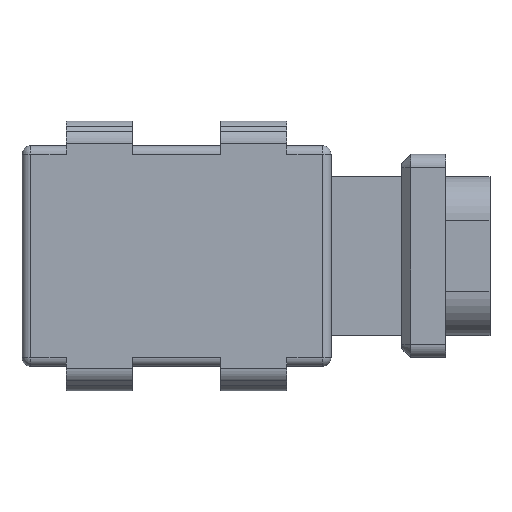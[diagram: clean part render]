
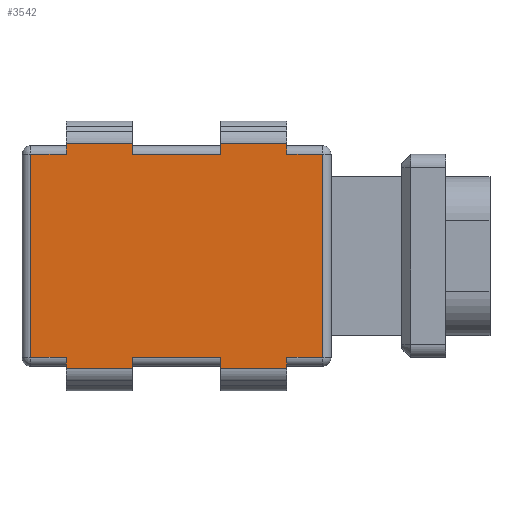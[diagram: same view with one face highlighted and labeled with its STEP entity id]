
A CAD part, top view. The second image highlights one B-rep face of the part: STEP entity #3542.
In plain terms, the highlighted planar face has unit normal (0, 0, 1).
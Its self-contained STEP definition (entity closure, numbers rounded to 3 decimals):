
#239=FACE_OUTER_BOUND('',#452,.T.);
#452=EDGE_LOOP('',(#2482,#2483,#2484,#2485,#2486,#2487,#2488,#2489,#2490,
#2491,#2492,#2493,#2494,#2495,#2496,#2497,#2498,#2499,#2500,#2501));
#668=LINE('',#5159,#1079);
#681=LINE('',#5194,#1092);
#694=LINE('',#5229,#1105);
#707=LINE('',#5264,#1118);
#716=LINE('',#5286,#1127);
#722=LINE('',#5306,#1133);
#728=LINE('',#5326,#1139);
#734=LINE('',#5346,#1145);
#738=LINE('',#5358,#1149);
#744=LINE('',#5369,#1155);
#746=LINE('',#5372,#1157);
#747=LINE('',#5374,#1158);
#748=LINE('',#5376,#1159);
#749=LINE('',#5377,#1160);
#750=LINE('',#5378,#1161);
#751=LINE('',#5379,#1162);
#752=LINE('',#5380,#1163);
#753=LINE('',#5382,#1164);
#754=LINE('',#5384,#1165);
#755=LINE('',#5385,#1166);
#1079=VECTOR('',#4093,10.);
#1092=VECTOR('',#4120,10.);
#1105=VECTOR('',#4147,10.);
#1118=VECTOR('',#4174,10.);
#1127=VECTOR('',#4191,10.);
#1133=VECTOR('',#4207,10.);
#1139=VECTOR('',#4223,10.);
#1145=VECTOR('',#4239,10.);
#1149=VECTOR('',#4251,10.);
#1155=VECTOR('',#4267,10.);
#1157=VECTOR('',#4271,10.);
#1158=VECTOR('',#4272,10.);
#1159=VECTOR('',#4273,10.);
#1160=VECTOR('',#4274,10.);
#1161=VECTOR('',#4275,10.);
#1162=VECTOR('',#4276,10.);
#1163=VECTOR('',#4277,10.);
#1164=VECTOR('',#4278,10.);
#1165=VECTOR('',#4279,10.);
#1166=VECTOR('',#4280,10.);
#1492=VERTEX_POINT('',#5156);
#1493=VERTEX_POINT('',#5158);
#1507=VERTEX_POINT('',#5191);
#1508=VERTEX_POINT('',#5193);
#1522=VERTEX_POINT('',#5226);
#1523=VERTEX_POINT('',#5228);
#1537=VERTEX_POINT('',#5261);
#1538=VERTEX_POINT('',#5263);
#1546=VERTEX_POINT('',#5283);
#1547=VERTEX_POINT('',#5285);
#1555=VERTEX_POINT('',#5303);
#1556=VERTEX_POINT('',#5305);
#1564=VERTEX_POINT('',#5323);
#1565=VERTEX_POINT('',#5325);
#1573=VERTEX_POINT('',#5343);
#1574=VERTEX_POINT('',#5345);
#1579=VERTEX_POINT('',#5373);
#1580=VERTEX_POINT('',#5375);
#1581=VERTEX_POINT('',#5381);
#1582=VERTEX_POINT('',#5383);
#1818=EDGE_CURVE('',#1493,#1492,#668,.T.);
#1835=EDGE_CURVE('',#1508,#1507,#681,.T.);
#1852=EDGE_CURVE('',#1523,#1522,#694,.T.);
#1869=EDGE_CURVE('',#1538,#1537,#707,.T.);
#1880=EDGE_CURVE('',#1547,#1546,#716,.T.);
#1890=EDGE_CURVE('',#1556,#1555,#722,.T.);
#1900=EDGE_CURVE('',#1565,#1564,#728,.T.);
#1910=EDGE_CURVE('',#1574,#1573,#734,.T.);
#1917=EDGE_CURVE('',#1547,#1537,#738,.T.);
#1923=EDGE_CURVE('',#1556,#1522,#744,.T.);
#1925=EDGE_CURVE('',#1523,#1546,#746,.T.);
#1926=EDGE_CURVE('',#1579,#1555,#747,.T.);
#1927=EDGE_CURVE('',#1580,#1579,#748,.T.);
#1928=EDGE_CURVE('',#1493,#1580,#749,.T.);
#1929=EDGE_CURVE('',#1574,#1492,#750,.T.);
#1930=EDGE_CURVE('',#1508,#1573,#751,.T.);
#1931=EDGE_CURVE('',#1565,#1507,#752,.T.);
#1932=EDGE_CURVE('',#1581,#1564,#753,.T.);
#1933=EDGE_CURVE('',#1582,#1581,#754,.T.);
#1934=EDGE_CURVE('',#1538,#1582,#755,.T.);
#2482=ORIENTED_EDGE('',*,*,#1917,.F.);
#2483=ORIENTED_EDGE('',*,*,#1880,.T.);
#2484=ORIENTED_EDGE('',*,*,#1925,.F.);
#2485=ORIENTED_EDGE('',*,*,#1852,.T.);
#2486=ORIENTED_EDGE('',*,*,#1923,.F.);
#2487=ORIENTED_EDGE('',*,*,#1890,.T.);
#2488=ORIENTED_EDGE('',*,*,#1926,.F.);
#2489=ORIENTED_EDGE('',*,*,#1927,.F.);
#2490=ORIENTED_EDGE('',*,*,#1928,.F.);
#2491=ORIENTED_EDGE('',*,*,#1818,.T.);
#2492=ORIENTED_EDGE('',*,*,#1929,.F.);
#2493=ORIENTED_EDGE('',*,*,#1910,.T.);
#2494=ORIENTED_EDGE('',*,*,#1930,.F.);
#2495=ORIENTED_EDGE('',*,*,#1835,.T.);
#2496=ORIENTED_EDGE('',*,*,#1931,.F.);
#2497=ORIENTED_EDGE('',*,*,#1900,.T.);
#2498=ORIENTED_EDGE('',*,*,#1932,.F.);
#2499=ORIENTED_EDGE('',*,*,#1933,.F.);
#2500=ORIENTED_EDGE('',*,*,#1934,.F.);
#2501=ORIENTED_EDGE('',*,*,#1869,.T.);
#3392=PLANE('',#3804);
#3542=ADVANCED_FACE('',(#239),#3392,.T.);
#3804=AXIS2_PLACEMENT_3D('',#5371,#4269,#4270);
#4093=DIRECTION('',(0.,1.,0.));
#4120=DIRECTION('',(0.,1.,0.));
#4147=DIRECTION('',(0.,-1.,0.));
#4174=DIRECTION('',(0.,-1.,0.));
#4191=DIRECTION('',(0.,1.,0.));
#4207=DIRECTION('',(0.,1.,0.));
#4223=DIRECTION('',(0.,-1.,0.));
#4239=DIRECTION('',(0.,-1.,0.));
#4251=DIRECTION('',(-1.,0.,0.));
#4267=DIRECTION('',(-1.,0.,0.));
#4269=DIRECTION('center_axis',(0.,0.,1.));
#4270=DIRECTION('ref_axis',(1.,0.,0.));
#4271=DIRECTION('',(-1.,0.,0.));
#4272=DIRECTION('',(-1.,0.,0.));
#4273=DIRECTION('',(0.,-1.,0.));
#4274=DIRECTION('',(1.,0.,0.));
#4275=DIRECTION('',(1.,0.,0.));
#4276=DIRECTION('',(1.,0.,0.));
#4277=DIRECTION('',(1.,0.,0.));
#4278=DIRECTION('',(1.,0.,0.));
#4279=DIRECTION('',(0.,1.,0.));
#4280=DIRECTION('',(-1.,0.,0.));
#5156=CARTESIAN_POINT('',(12.5,12.731,10.));
#5158=CARTESIAN_POINT('',(12.5,11.5,10.));
#5159=CARTESIAN_POINT('',(12.5,7.63,10.));
#5191=CARTESIAN_POINT('',(-5.,12.731,10.));
#5193=CARTESIAN_POINT('',(-5.,11.5,10.));
#5194=CARTESIAN_POINT('',(-5.,7.63,10.));
#5226=CARTESIAN_POINT('',(5.,-12.731,10.));
#5228=CARTESIAN_POINT('',(5.,-11.5,10.));
#5229=CARTESIAN_POINT('',(5.,-7.63,10.));
#5261=CARTESIAN_POINT('',(-12.5,-12.731,10.));
#5263=CARTESIAN_POINT('',(-12.5,-11.5,10.));
#5264=CARTESIAN_POINT('',(-12.5,-7.63,10.));
#5283=CARTESIAN_POINT('',(-5.,-11.5,10.));
#5285=CARTESIAN_POINT('',(-5.,-12.731,10.));
#5286=CARTESIAN_POINT('',(-5.,-6.25,10.));
#5303=CARTESIAN_POINT('',(12.5,-11.5,10.));
#5305=CARTESIAN_POINT('',(12.5,-12.731,10.));
#5306=CARTESIAN_POINT('',(12.5,-6.25,10.));
#5323=CARTESIAN_POINT('',(-12.5,11.5,10.));
#5325=CARTESIAN_POINT('',(-12.5,12.731,10.));
#5326=CARTESIAN_POINT('',(-12.5,6.25,10.));
#5343=CARTESIAN_POINT('',(5.,11.5,10.));
#5345=CARTESIAN_POINT('',(5.,12.731,10.));
#5346=CARTESIAN_POINT('',(5.,6.25,10.));
#5358=CARTESIAN_POINT('',(8.75,-12.731,10.));
#5369=CARTESIAN_POINT('',(8.75,-12.731,10.));
#5371=CARTESIAN_POINT('Origin',(0.,0.,10.));
#5372=CARTESIAN_POINT('',(2.5,-11.5,10.));
#5373=CARTESIAN_POINT('',(16.5,-11.5,10.));
#5374=CARTESIAN_POINT('',(8.75,-11.5,10.));
#5375=CARTESIAN_POINT('',(16.5,11.5,10.));
#5376=CARTESIAN_POINT('',(16.5,-6.25,10.));
#5377=CARTESIAN_POINT('',(6.25,11.5,10.));
#5378=CARTESIAN_POINT('',(8.75,12.731,10.));
#5379=CARTESIAN_POINT('',(-2.5,11.5,10.));
#5380=CARTESIAN_POINT('',(8.75,12.731,10.));
#5381=CARTESIAN_POINT('',(-16.5,11.5,10.));
#5382=CARTESIAN_POINT('',(-8.75,11.5,10.));
#5383=CARTESIAN_POINT('',(-16.5,-11.5,10.));
#5384=CARTESIAN_POINT('',(-16.5,6.25,10.));
#5385=CARTESIAN_POINT('',(-6.25,-11.5,10.));
